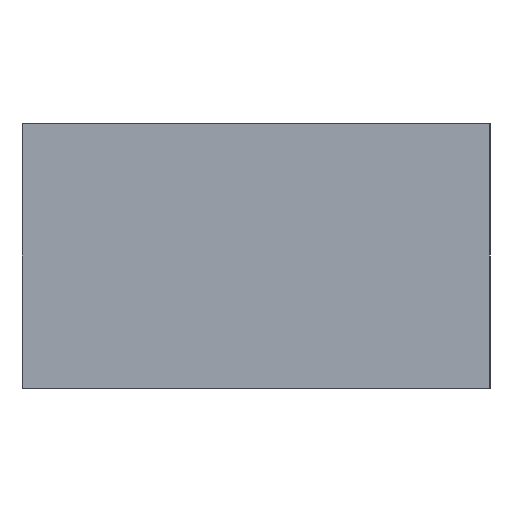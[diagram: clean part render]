
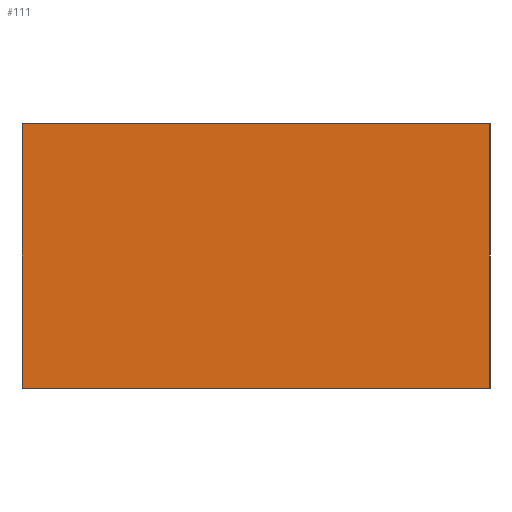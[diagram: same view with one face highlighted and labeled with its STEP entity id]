
A CAD part, left-side view. The second image highlights one B-rep face of the part: STEP entity #111.
In plain terms, the highlighted planar face has unit normal (-1, 0, 0).
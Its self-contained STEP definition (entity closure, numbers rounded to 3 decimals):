
#18=DIRECTION('',(0.,1.,0.));
#19=VECTOR('',#18,0.885);
#20=CARTESIAN_POINT('',(35.6,0.,0.));
#21=LINE('',#20,#19);
#26=DIRECTION('',(0.,0.,1.));
#27=VECTOR('',#26,0.5);
#28=CARTESIAN_POINT('',(35.6,0.885,0.));
#29=LINE('',#28,#27);
#34=DIRECTION('',(0.,-1.,0.));
#35=VECTOR('',#34,0.885);
#36=CARTESIAN_POINT('',(35.6,0.885,0.5));
#37=LINE('',#36,#35);
#42=DIRECTION('',(0.,0.,-1.));
#43=VECTOR('',#42,0.5);
#44=CARTESIAN_POINT('',(35.6,0.,0.5));
#45=LINE('',#44,#43);
#58=CARTESIAN_POINT('',(35.6,0.,0.));
#59=CARTESIAN_POINT('',(35.6,0.885,0.));
#60=VERTEX_POINT('',#58);
#61=VERTEX_POINT('',#59);
#62=CARTESIAN_POINT('',(35.6,0.885,0.5));
#63=VERTEX_POINT('',#62);
#64=CARTESIAN_POINT('',(35.6,0.,0.5));
#65=VERTEX_POINT('',#64);
#97=CARTESIAN_POINT('',(35.6,-47.861,-21.374));
#98=DIRECTION('',(1.,0.,0.));
#99=DIRECTION('',(0.,0.535,-0.845));
#100=AXIS2_PLACEMENT_3D('',#97,#98,#99);
#101=PLANE('',#100);
#102=ORIENTED_EDGE('',*,*,#87,.T.);
#104=ORIENTED_EDGE('',*,*,#103,.T.);
#106=ORIENTED_EDGE('',*,*,#105,.T.);
#108=ORIENTED_EDGE('',*,*,#107,.T.);
#109=EDGE_LOOP('',(#102,#104,#106,#108));
#110=FACE_OUTER_BOUND('',#109,.F.);
#111=ADVANCED_FACE('',(#110),#101,.F.);
#87=EDGE_CURVE('',#60,#61,#21,.T.);
#103=EDGE_CURVE('',#61,#63,#29,.T.);
#105=EDGE_CURVE('',#63,#65,#37,.T.);
#107=EDGE_CURVE('',#65,#60,#45,.T.);
